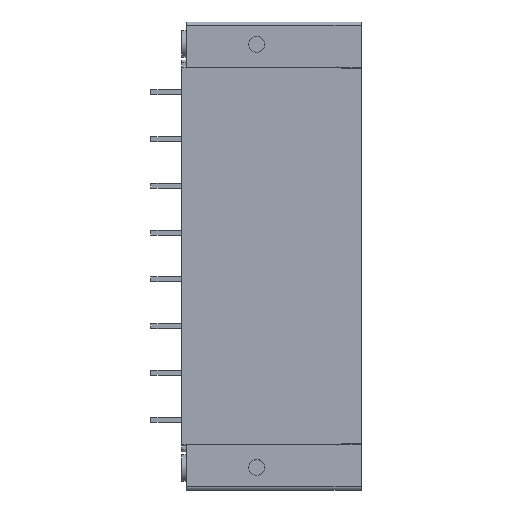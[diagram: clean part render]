
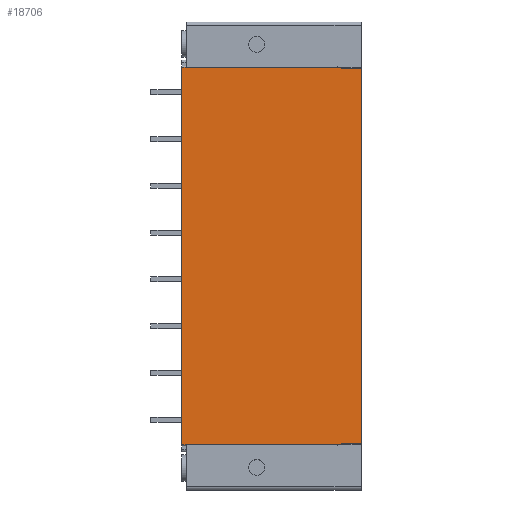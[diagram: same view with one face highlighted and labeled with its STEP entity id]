
A CAD part, top view. The second image highlights one B-rep face of the part: STEP entity #18706.
In plain terms, the highlighted planar face has unit normal (0, 0, 1).
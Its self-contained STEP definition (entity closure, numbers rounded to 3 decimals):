
#1494=DIRECTION('',(0.,1.,0.));
#1495=VECTOR('',#1494,60.96);
#1496=CARTESIAN_POINT('',(14.625,1.4,7.145));
#1497=LINE('',#1496,#1495);
#5389=CARTESIAN_POINT('',(-14.625,62.608,7.143));
#5397=CARTESIAN_POINT('',(-14.625,1.152,7.143));
#5963=DIRECTION('',(-1.,0.,0.));
#5964=VECTOR('',#5963,24.861);
#5965=CARTESIAN_POINT('',(10.986,1.15,7.142));
#5966=LINE('',#5965,#5964);
#5967=DIRECTION('',(1.,-0.002,-0.002));
#5968=VECTOR('',#5967,0.75);
#5969=CARTESIAN_POINT('',(-14.625,1.152,7.143));
#5970=LINE('',#5969,#5968);
#5971=DIRECTION('',(0.,1.,0.));
#5972=VECTOR('',#5971,61.456);
#5973=CARTESIAN_POINT('',(-14.625,1.152,7.143));
#5974=LINE('',#5973,#5972);
#5975=DIRECTION('',(-1.,-0.002,0.002));
#5976=VECTOR('',#5975,0.75);
#5977=CARTESIAN_POINT('',(-13.875,62.61,7.141));
#5978=LINE('',#5977,#5976);
#5979=DIRECTION('',(-1.,0.,0.));
#5980=VECTOR('',#5979,24.861);
#5981=CARTESIAN_POINT('',(10.986,62.61,7.142));
#5982=LINE('',#5981,#5980);
#5983=DIRECTION('',(-0.907,0.421,-0.006));
#5984=VECTOR('',#5983,0.594);
#5985=CARTESIAN_POINT('',(11.525,62.36,7.145));
#5986=LINE('',#5985,#5984);
#5987=DIRECTION('',(-1.,0.,0.));
#5988=VECTOR('',#5987,3.1);
#5989=CARTESIAN_POINT('',(14.625,62.36,7.145));
#5990=LINE('',#5989,#5988);
#5991=DIRECTION('',(-1.,0.,0.));
#5992=VECTOR('',#5991,3.1);
#5993=CARTESIAN_POINT('',(14.625,1.4,7.145));
#5994=LINE('',#5993,#5992);
#5995=DIRECTION('',(-0.907,-0.421,-0.006));
#5996=VECTOR('',#5995,0.594);
#5997=CARTESIAN_POINT('',(11.525,1.4,7.145));
#5998=LINE('',#5997,#5996);
#9071=CARTESIAN_POINT('',(14.625,1.4,7.145));
#9072=CARTESIAN_POINT('',(11.525,1.4,7.145));
#9073=VERTEX_POINT('',#9071);
#9074=VERTEX_POINT('',#9072);
#9107=VERTEX_POINT('',#5397);
#9568=VERTEX_POINT('',#5389);
#9738=CARTESIAN_POINT('',(14.625,62.36,7.145));
#9739=CARTESIAN_POINT('',(11.525,62.36,7.145));
#9740=VERTEX_POINT('',#9738);
#9741=VERTEX_POINT('',#9739);
#10864=CARTESIAN_POINT('',(10.986,62.61,7.142));
#10865=CARTESIAN_POINT('',(-13.875,62.61,7.141));
#10866=VERTEX_POINT('',#10864);
#10867=VERTEX_POINT('',#10865);
#11034=CARTESIAN_POINT('',(-13.875,1.15,7.141));
#11035=VERTEX_POINT('',#11034);
#11040=CARTESIAN_POINT('',(10.986,1.15,7.142));
#11041=VERTEX_POINT('',#11040);
#18685=CARTESIAN_POINT('',(-14.625,0.,7.145));
#18686=DIRECTION('',(0.,0.,1.));
#18687=DIRECTION('',(1.,0.,0.));
#18688=AXIS2_PLACEMENT_3D('',#18685,#18686,#18687);
#18689=PLANE('',#18688);
#18690=ORIENTED_EDGE('',*,*,#18066,.T.);
#18692=ORIENTED_EDGE('',*,*,#18691,.F.);
#18693=ORIENTED_EDGE('',*,*,#18260,.T.);
#18694=ORIENTED_EDGE('',*,*,#18678,.F.);
#18696=ORIENTED_EDGE('',*,*,#18695,.F.);
#18698=ORIENTED_EDGE('',*,*,#18697,.F.);
#18700=ORIENTED_EDGE('',*,*,#18699,.F.);
#18701=ORIENTED_EDGE('',*,*,#11635,.F.);
#18702=ORIENTED_EDGE('',*,*,#18008,.T.);
#18703=ORIENTED_EDGE('',*,*,#18040,.T.);
#18704=EDGE_LOOP('',(#18690,#18692,#18693,#18694,#18696,#18698,#18700,#18701,
#18702,#18703));
#18705=FACE_OUTER_BOUND('',#18704,.F.);
#18706=ADVANCED_FACE('',(#18705),#18689,.T.);
#11635=EDGE_CURVE('',#9073,#9740,#1497,.T.);
#18008=EDGE_CURVE('',#9073,#9074,#5994,.T.);
#18040=EDGE_CURVE('',#9074,#11041,#5998,.T.);
#18066=EDGE_CURVE('',#11041,#11035,#5966,.T.);
#18260=EDGE_CURVE('',#9107,#9568,#5974,.T.);
#18678=EDGE_CURVE('',#10867,#9568,#5978,.T.);
#18691=EDGE_CURVE('',#9107,#11035,#5970,.T.);
#18695=EDGE_CURVE('',#10866,#10867,#5982,.T.);
#18697=EDGE_CURVE('',#9741,#10866,#5986,.T.);
#18699=EDGE_CURVE('',#9740,#9741,#5990,.T.);
